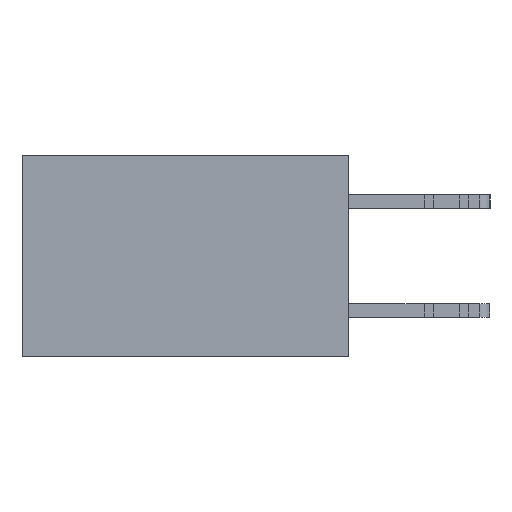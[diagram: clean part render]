
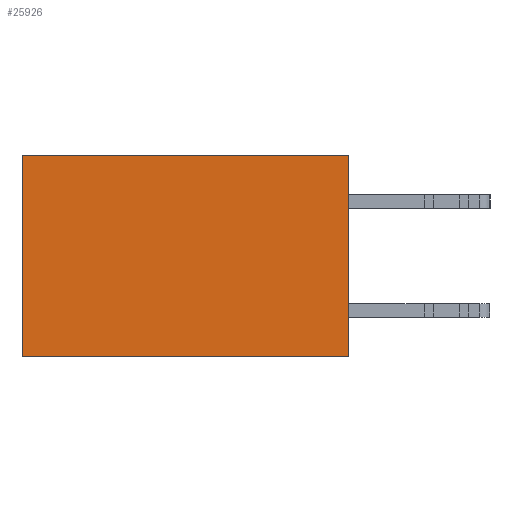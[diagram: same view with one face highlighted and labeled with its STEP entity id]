
A CAD part, left-side view. The second image highlights one B-rep face of the part: STEP entity #25926.
In plain terms, the highlighted planar face has unit normal (-1, 0, 0).
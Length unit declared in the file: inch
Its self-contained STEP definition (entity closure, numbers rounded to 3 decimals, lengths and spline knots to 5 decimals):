
#304 = DIRECTION ( 'NONE',  ( 0., 1., 0. ) ) ;
#1723 = PLANE ( 'NONE',  #12144 ) ;
#3298 = VECTOR ( 'NONE', #19204, 39.37008 ) ;
#4218 = DIRECTION ( 'NONE',  ( 0., 0., -1. ) ) ;
#4339 = CARTESIAN_POINT ( 'NONE',  ( 0.2615, 0., -0.37 ) ) ;
#4792 = ORIENTED_EDGE ( 'NONE', *, *, #19520, .T. ) ;
#5672 = CARTESIAN_POINT ( 'NONE',  ( 0.2615, 0., -0.37 ) ) ;
#7384 = VECTOR ( 'NONE', #4218, 39.37008 ) ;
#7893 = VERTEX_POINT ( 'NONE', #23554 ) ;
#8123 = CARTESIAN_POINT ( 'NONE',  ( 0.2615, 0., 0. ) ) ;
#8366 = CARTESIAN_POINT ( 'NONE',  ( 0.2615, 0.6, -0.37 ) ) ;
#8882 = LINE ( 'NONE', #12869, #3298 ) ;
#9034 = EDGE_CURVE ( 'NONE', #20749, #7893, #22536, .T. ) ;
#9903 = VERTEX_POINT ( 'NONE', #10223 ) ;
#10111 = DIRECTION ( 'NONE',  ( 0., 1., 0. ) ) ;
#10223 = CARTESIAN_POINT ( 'NONE',  ( 0.2615, 0.6, 0. ) ) ;
#10669 = VECTOR ( 'NONE', #304, 39.37008 ) ;
#10790 = ORIENTED_EDGE ( 'NONE', *, *, #15784, .T. ) ;
#12144 = AXIS2_PLACEMENT_3D ( 'NONE', #5672, #17888, #21740 ) ;
#12376 = EDGE_LOOP ( 'NONE', ( #10790, #14669, #18469, #4792 ) ) ;
#12869 = CARTESIAN_POINT ( 'NONE',  ( 0.2615, 0.6, -0.37 ) ) ;
#14455 = VECTOR ( 'NONE', #10111, 39.37008 ) ;
#14512 = VERTEX_POINT ( 'NONE', #8366 ) ;
#14669 = ORIENTED_EDGE ( 'NONE', *, *, #18404, .F. ) ;
#15784 = EDGE_CURVE ( 'NONE', #9903, #14512, #8882, .T. ) ;
#16344 = CARTESIAN_POINT ( 'NONE',  ( 0.2615, 0., -0.37 ) ) ;
#17834 = CARTESIAN_POINT ( 'NONE',  ( 0.2615, 0., 0. ) ) ;
#17888 = DIRECTION ( 'NONE',  ( 1., 0., 0. ) ) ;
#18404 = EDGE_CURVE ( 'NONE', #7893, #14512, #22591, .T. ) ;
#18469 = ORIENTED_EDGE ( 'NONE', *, *, #9034, .F. ) ;
#19204 = DIRECTION ( 'NONE',  ( 0., 0., -1. ) ) ;
#19520 = EDGE_CURVE ( 'NONE', #20749, #9903, #22184, .T. ) ;
#20749 = VERTEX_POINT ( 'NONE', #8123 ) ;
#21740 = DIRECTION ( 'NONE',  ( 0., 0., -1. ) ) ;
#22184 = LINE ( 'NONE', #17834, #14455 ) ;
#22536 = LINE ( 'NONE', #4339, #7384 ) ;
#22591 = LINE ( 'NONE', #16344, #10669 ) ;
#23554 = CARTESIAN_POINT ( 'NONE',  ( 0.2615, 0., -0.37 ) ) ;
#23605 = FACE_OUTER_BOUND ( 'NONE', #12376, .T. ) ;
#25926 = ADVANCED_FACE ( 'NONE', ( #23605 ), #1723, .F. ) ;
